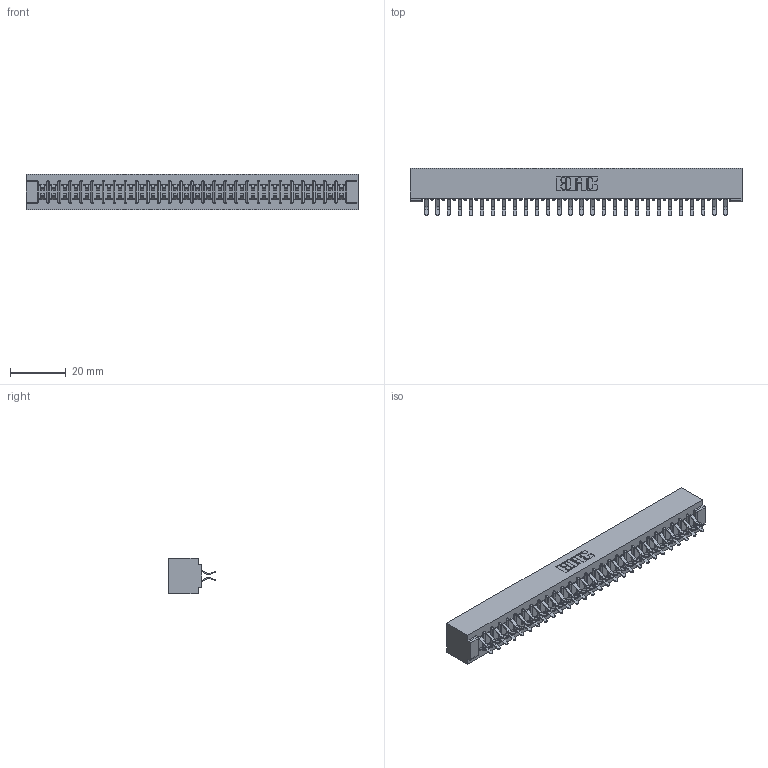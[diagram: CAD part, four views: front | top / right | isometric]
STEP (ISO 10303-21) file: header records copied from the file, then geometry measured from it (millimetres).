
FILE_DESCRIPTION (( 'STEP AP203' ), '1' );
FILE_NAME ('357-056-556-201.STEP', '2019-09-19T04:50:57', ( '' ), ( '' ), 'SwSTEP 2.0', 'SolidWorks 2016', '' );
FILE_SCHEMA (( 'CONFIG_CONTROL_DESIGN' ));
Length unit declared in the file: inch
Products named in the file (3): 307-290-001_556; 307 Part_No Mounting Lugs; 357-056-556-201
Assembly tree (57 placements, depth 2):
  357-056-556-201
    307 Part_No Mounting Lugs
    307-290-001_556  x56
Bounding box: 118.82 x 16.97 x 12.7 mm (x, y, z)
Volume: 13073.4 mm3; surface area: 15880.9 mm2
Topology: 57 solids, 57 shells, 2939 faces, 8251 edges, 5346 vertices
Faces by surface type: plane 1914, cylinder 967, sphere 58
Entity records: 26452 total; most frequent: CARTESIAN_POINT 4328, ORIENTED_EDGE 4286, DIRECTION 4245, EDGE_CURVE 2143, LINE 1639, VECTOR 1639, VERTEX_POINT 1386, AXIS2_PLACEMENT_3D 1303
